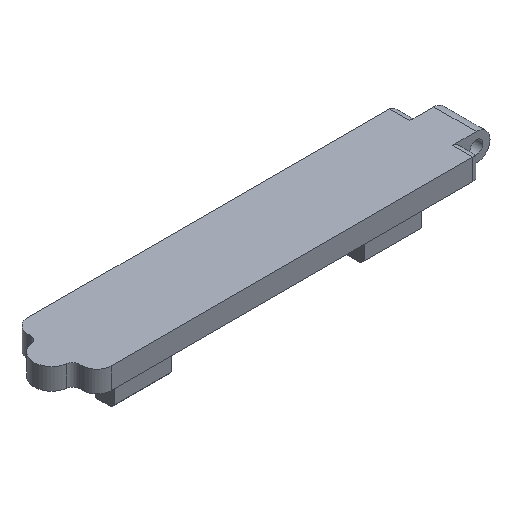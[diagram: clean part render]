
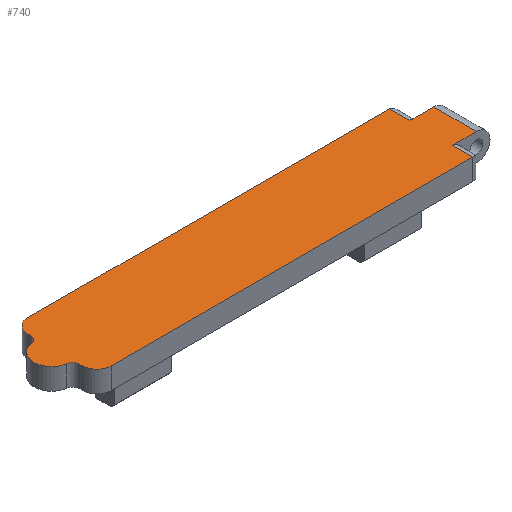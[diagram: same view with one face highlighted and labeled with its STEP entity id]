
A CAD part, isometric view. The second image highlights one B-rep face of the part: STEP entity #740.
In plain terms, the highlighted planar face has unit normal (0, 0, 1).
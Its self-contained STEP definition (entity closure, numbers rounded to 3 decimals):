
#33=PLANE('',#820);
#68=FACE_OUTER_BOUND('',#111,.T.);
#111=EDGE_LOOP('',(#602,#603,#604,#605,#606,#607,#608,#609,#610,#611,#612,
#613,#614,#615));
#137=LINE('',#1071,#221);
#140=LINE('',#1083,#224);
#167=LINE('',#1145,#251);
#170=LINE('',#1157,#254);
#173=LINE('',#1164,#257);
#194=LINE('',#1216,#278);
#195=LINE('',#1220,#279);
#196=LINE('',#1222,#280);
#197=LINE('',#1223,#281);
#221=VECTOR('',#860,10.);
#224=VECTOR('',#871,10.);
#251=VECTOR('',#922,10.);
#254=VECTOR('',#933,10.);
#257=VECTOR('',#938,10.);
#278=VECTOR('',#983,10.);
#279=VECTOR('',#988,10.);
#280=VECTOR('',#989,10.);
#281=VECTOR('',#990,10.);
#301=CIRCLE('',#785,1.);
#304=CIRCLE('',#790,1.);
#305=CIRCLE('',#793,2.5);
#316=CIRCLE('',#821,2.);
#317=CIRCLE('',#822,2.);
#321=VERTEX_POINT('',#1058);
#322=VERTEX_POINT('',#1059);
#326=VERTEX_POINT('',#1069);
#329=VERTEX_POINT('',#1076);
#330=VERTEX_POINT('',#1078);
#331=VERTEX_POINT('',#1082);
#353=VERTEX_POINT('',#1142);
#354=VERTEX_POINT('',#1144);
#356=VERTEX_POINT('',#1150);
#359=VERTEX_POINT('',#1155);
#362=VERTEX_POINT('',#1163);
#381=VERTEX_POINT('',#1215);
#382=VERTEX_POINT('',#1218);
#383=VERTEX_POINT('',#1221);
#391=EDGE_CURVE('',#321,#322,#301,.F.);
#397=EDGE_CURVE('',#322,#326,#137,.T.);
#400=EDGE_CURVE('',#329,#330,#304,.T.);
#402=EDGE_CURVE('',#331,#330,#140,.T.);
#405=EDGE_CURVE('',#329,#321,#305,.T.);
#432=EDGE_CURVE('',#353,#354,#167,.T.);
#438=EDGE_CURVE('',#359,#356,#170,.T.);
#441=EDGE_CURVE('',#362,#356,#173,.T.);
#469=EDGE_CURVE('',#359,#381,#194,.T.);
#470=EDGE_CURVE('',#381,#331,#316,.T.);
#471=EDGE_CURVE('',#326,#382,#317,.T.);
#472=EDGE_CURVE('',#382,#354,#195,.T.);
#473=EDGE_CURVE('',#383,#353,#196,.T.);
#474=EDGE_CURVE('',#383,#362,#197,.T.);
#602=ORIENTED_EDGE('',*,*,#438,.F.);
#603=ORIENTED_EDGE('',*,*,#469,.T.);
#604=ORIENTED_EDGE('',*,*,#470,.T.);
#605=ORIENTED_EDGE('',*,*,#402,.T.);
#606=ORIENTED_EDGE('',*,*,#400,.F.);
#607=ORIENTED_EDGE('',*,*,#405,.T.);
#608=ORIENTED_EDGE('',*,*,#391,.T.);
#609=ORIENTED_EDGE('',*,*,#397,.T.);
#610=ORIENTED_EDGE('',*,*,#471,.T.);
#611=ORIENTED_EDGE('',*,*,#472,.T.);
#612=ORIENTED_EDGE('',*,*,#432,.F.);
#613=ORIENTED_EDGE('',*,*,#473,.F.);
#614=ORIENTED_EDGE('',*,*,#474,.T.);
#615=ORIENTED_EDGE('',*,*,#441,.T.);
#740=ADVANCED_FACE('',(#68),#33,.T.);
#785=AXIS2_PLACEMENT_3D('',#1060,#850,#851);
#790=AXIS2_PLACEMENT_3D('',#1079,#866,#867);
#793=AXIS2_PLACEMENT_3D('',#1088,#876,#877);
#820=AXIS2_PLACEMENT_3D('',#1214,#981,#982);
#821=AXIS2_PLACEMENT_3D('',#1217,#984,#985);
#822=AXIS2_PLACEMENT_3D('',#1219,#986,#987);
#850=DIRECTION('center_axis',(0.,0.,1.));
#851=DIRECTION('ref_axis',(-1.,0.,0.));
#860=DIRECTION('',(0.,-1.,0.));
#866=DIRECTION('center_axis',(0.,0.,1.));
#867=DIRECTION('ref_axis',(-1.,0.,0.));
#871=DIRECTION('',(0.,-1.,0.));
#876=DIRECTION('center_axis',(0.,0.,1.));
#877=DIRECTION('ref_axis',(0.,1.,0.));
#922=DIRECTION('',(0.,-1.,0.));
#933=DIRECTION('',(0.,-1.,0.));
#938=DIRECTION('',(-1.,0.,0.));
#981=DIRECTION('center_axis',(0.,0.,1.));
#982=DIRECTION('ref_axis',(1.,0.,0.));
#983=DIRECTION('',(-1.,0.,0.));
#984=DIRECTION('center_axis',(0.,0.,1.));
#985=DIRECTION('ref_axis',(0.,1.,0.));
#986=DIRECTION('center_axis',(0.,0.,1.));
#987=DIRECTION('ref_axis',(-1.,0.,0.));
#988=DIRECTION('',(1.,0.,0.));
#989=DIRECTION('',(-1.,0.,0.));
#990=DIRECTION('',(0.,1.,0.));
#1058=CARTESIAN_POINT('',(-28.357,-2.474,3.));
#1059=CARTESIAN_POINT('',(-27.5,-3.464,3.));
#1060=CARTESIAN_POINT('Origin',(-28.5,-3.464,3.));
#1069=CARTESIAN_POINT('',(-27.5,-3.855,3.));
#1071=CARTESIAN_POINT('',(-27.5,3.855,3.));
#1076=CARTESIAN_POINT('',(-28.357,2.474,3.));
#1078=CARTESIAN_POINT('',(-27.5,3.464,3.));
#1079=CARTESIAN_POINT('Origin',(-28.5,3.464,3.));
#1082=CARTESIAN_POINT('',(-27.5,3.855,3.));
#1083=CARTESIAN_POINT('',(-27.5,3.855,3.));
#1088=CARTESIAN_POINT('Origin',(-28.,0.,3.));
#1142=CARTESIAN_POINT('',(25.253,-3.,3.));
#1144=CARTESIAN_POINT('',(25.253,-5.855,3.));
#1145=CARTESIAN_POINT('',(25.253,1.55,3.));
#1150=CARTESIAN_POINT('',(25.253,3.,3.));
#1155=CARTESIAN_POINT('',(25.253,5.855,3.));
#1157=CARTESIAN_POINT('',(25.253,1.55,3.));
#1163=CARTESIAN_POINT('',(28.59,3.,3.));
#1164=CARTESIAN_POINT('',(26.253,3.,3.));
#1214=CARTESIAN_POINT('Origin',(-0.623,0.,
3.));
#1215=CARTESIAN_POINT('',(-25.5,5.855,3.));
#1216=CARTESIAN_POINT('',(26.253,5.855,3.));
#1217=CARTESIAN_POINT('Origin',(-25.5,3.855,3.));
#1218=CARTESIAN_POINT('',(-25.5,-5.855,3.));
#1219=CARTESIAN_POINT('Origin',(-25.5,-3.855,3.));
#1220=CARTESIAN_POINT('',(-25.5,-5.855,3.));
#1221=CARTESIAN_POINT('',(28.59,-3.,3.));
#1222=CARTESIAN_POINT('',(26.253,-3.,3.));
#1223=CARTESIAN_POINT('',(28.59,0.,3.));
